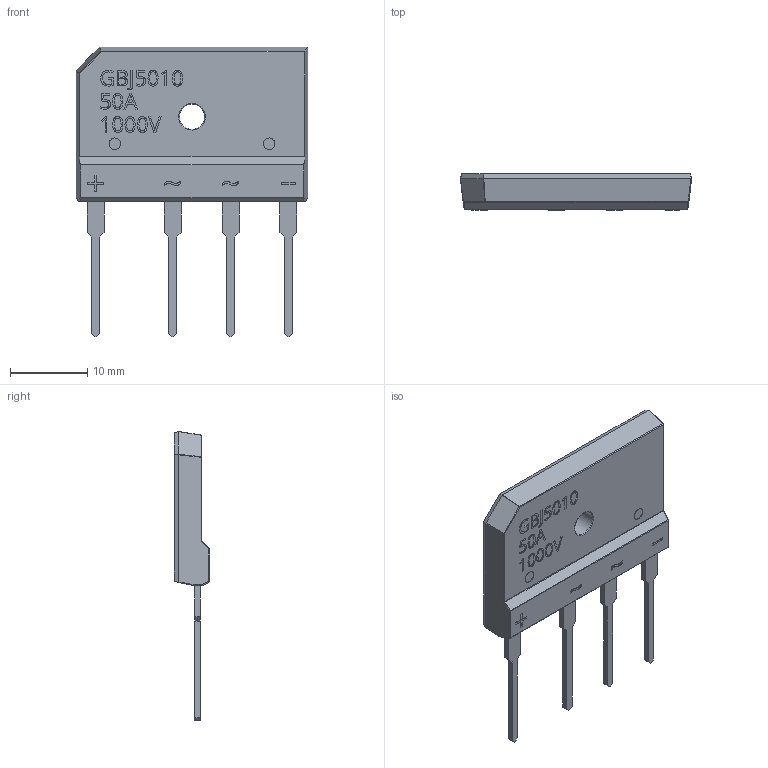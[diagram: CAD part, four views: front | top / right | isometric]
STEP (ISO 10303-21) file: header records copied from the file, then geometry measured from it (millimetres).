
FILE_DESCRIPTION( ( '' ), ' ' );
FILE_NAME( '5b64a0bfcc609b0fb84c865e.step', '2018-08-03T18:36:50', ( '' ), ( '' ), ' ', ' ', ' ' );
FILE_SCHEMA( ( 'AUTOMOTIVE_DESIGN { 1 0 10303 214 1 1 1 1 }' ) );
Length unit declared in the file: metre
Products named in the file (3): Assem1; Part 1
Assembly tree (5 placements, depth 2):
  Assem1
    Part 1
    Part 1  x4
Bounding box: 30 x 4.65 x 37.5 mm (x, y, z)
Volume: 2255.1 mm3; surface area: 1830.7 mm2
Topology: 5 solids, 5 shells, 455 faces, 1167 edges, 750 vertices
Faces by surface type: extrusion 193, plane 178, cylinder 44, bspline 30, sphere 9, torus 1
Full cylindrical faces by diameter (mm): 1.5 x2, 3.25 x1
Entity records: 17831 total; most frequent: CARTESIAN_POINT 5142, ORIENTED_EDGE 2142, DIRECTION 1342, EDGE_CURVE 1071, VECTOR 746, VERTEX_POINT 690, B_SPLINE_CURVE_WITH_KNOTS 615, LINE 553
